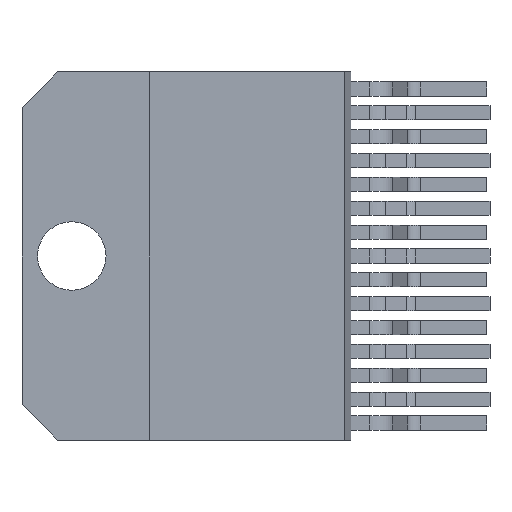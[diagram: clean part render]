
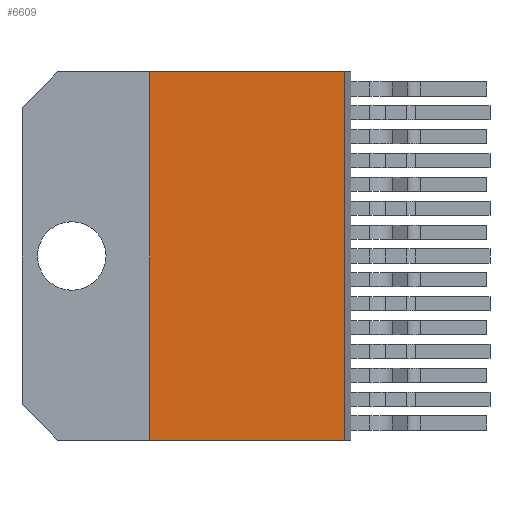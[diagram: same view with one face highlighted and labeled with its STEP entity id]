
A CAD part, left-side view. The second image highlights one B-rep face of the part: STEP entity #6609.
In plain terms, the highlighted planar face has unit normal (-1, 0, 0).
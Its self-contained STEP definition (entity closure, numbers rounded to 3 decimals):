
#70 = CARTESIAN_POINT ( 'NONE',  ( 0., 10.7, -19.6 ) ) ;
#71 = VERTEX_POINT ( 'NONE', #70 ) ;
#310 = EDGE_CURVE ( 'NONE', #9735, #71, #7857, .T. ) ;
#331 = VECTOR ( 'NONE', #2543, 1000. ) ;
#870 = PLANE ( 'NONE',  #9182 ) ;
#1045 = CARTESIAN_POINT ( 'NONE',  ( 0., 0.35, 0. ) ) ;
#1137 = LINE ( 'NONE', #9389, #5834 ) ;
#1204 = VERTEX_POINT ( 'NONE', #1540 ) ;
#1540 = CARTESIAN_POINT ( 'NONE',  ( 0., 0.35, 0. ) ) ;
#1562 = DIRECTION ( 'NONE',  ( 1., 0., 0. ) ) ;
#1593 = VECTOR ( 'NONE', #7164, 1000. ) ;
#1806 = VERTEX_POINT ( 'NONE', #6411 ) ;
#2017 = CARTESIAN_POINT ( 'NONE',  ( 0., 10.7, 0. ) ) ;
#2543 = DIRECTION ( 'NONE',  ( 0., 0., 1. ) ) ;
#2858 = ORIENTED_EDGE ( 'NONE', *, *, #310, .F. ) ;
#3406 = ORIENTED_EDGE ( 'NONE', *, *, #4717, .F. ) ;
#4006 = ORIENTED_EDGE ( 'NONE', *, *, #4351, .T. ) ;
#4351 = EDGE_CURVE ( 'NONE', #9735, #1204, #6628, .T. ) ;
#4610 = VECTOR ( 'NONE', #10080, 1000. ) ;
#4717 = EDGE_CURVE ( 'NONE', #71, #1806, #1137, .T. ) ;
#4787 = DIRECTION ( 'NONE',  ( 0., 0., -1. ) ) ;
#5834 = VECTOR ( 'NONE', #7039, 1000. ) ;
#6101 = LINE ( 'NONE', #2017, #4610 ) ;
#6411 = CARTESIAN_POINT ( 'NONE',  ( 0., 10.7, 0. ) ) ;
#6556 = FACE_OUTER_BOUND ( 'NONE', #8368, .T. ) ;
#6609 = ADVANCED_FACE ( 'NONE', ( #6556 ), #870, .F. ) ;
#6628 = LINE ( 'NONE', #1045, #331 ) ;
#6875 = ORIENTED_EDGE ( 'NONE', *, *, #8441, .F. ) ;
#7039 = DIRECTION ( 'NONE',  ( 0., 0., 1. ) ) ;
#7164 = DIRECTION ( 'NONE',  ( 0., 1., 0. ) ) ;
#7857 = LINE ( 'NONE', #10395, #1593 ) ;
#8368 = EDGE_LOOP ( 'NONE', ( #2858, #4006, #6875, #3406 ) ) ;
#8441 = EDGE_CURVE ( 'NONE', #1806, #1204, #6101, .T. ) ;
#9182 = AXIS2_PLACEMENT_3D ( 'NONE', #10478, #1562, #4787 ) ;
#9389 = CARTESIAN_POINT ( 'NONE',  ( 0., 10.7, -1.9 ) ) ;
#9735 = VERTEX_POINT ( 'NONE', #9808 ) ;
#9808 = CARTESIAN_POINT ( 'NONE',  ( 0., 0.35, -19.6 ) ) ;
#10080 = DIRECTION ( 'NONE',  ( 0., -1., 0. ) ) ;
#10395 = CARTESIAN_POINT ( 'NONE',  ( 0., 8.8, -19.6 ) ) ;
#10478 = CARTESIAN_POINT ( 'NONE',  ( 0., 10.7, 0. ) ) ;
